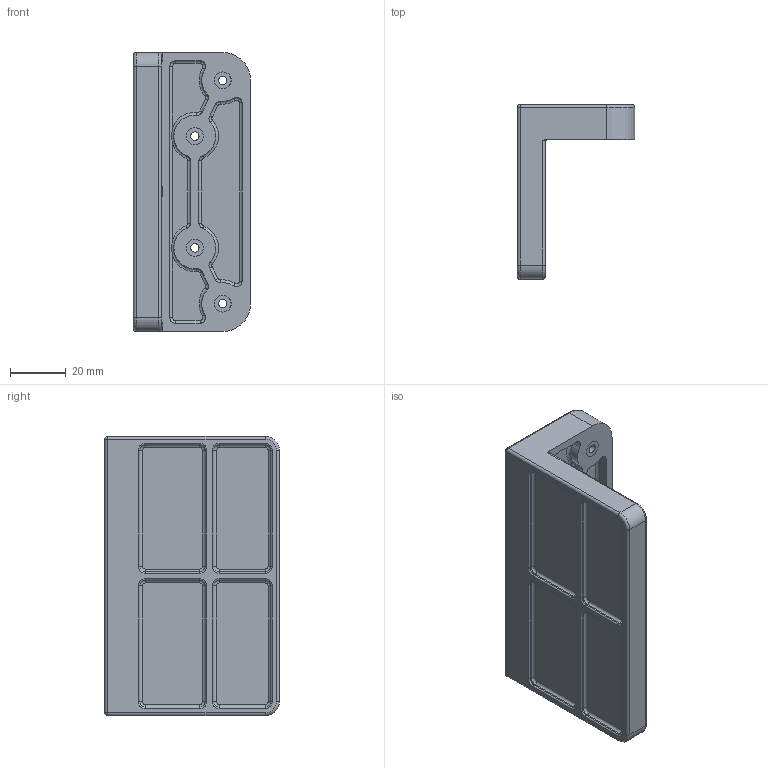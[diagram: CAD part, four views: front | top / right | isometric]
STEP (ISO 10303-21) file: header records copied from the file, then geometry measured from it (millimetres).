
FILE_DESCRIPTION(/* description */ (''),/* implementation_level */ '2;1');
FILE_NAME(/* name */ 'GH10430GP-1.stp',/* time_stamp */ '2019-08-13T10:13:01+02:00',/* author */ ('DOMINIQUE'),/* organization */ (''),/* preprocessor_version */ 'ST-DEVELOPER v17.2',/* originating_system */ 'Autodesk Inventor 2019',/* authorisation */ '');
FILE_SCHEMA (('AUTOMOTIVE_DESIGN { 1 0 10303 214 3 1 1 }'));
Length unit declared in the file: millimetre
Products named in the file (3): GH10430GP-1; VGH10430GP-1; canon percage dia 3
Assembly tree (5 placements, depth 2):
  GH10430GP-1
    VGH10430GP-1
    canon percage dia 3  x4
Bounding box: 42 x 62.5 x 100 mm (x, y, z)
Volume: 67107.3 mm3; surface area: 29840.1 mm2
Topology: 5 solids, 5 shells, 578 faces, 1413 edges, 874 vertices
Faces by surface type: cylinder 201, plane 156, bspline 137, torus 82, sphere 2
Full cylindrical faces by diameter (mm): 3.05 x4, 6 x4, 6.05 x4, 9 x4, 9.1 x4
Entity records: 18296 total; most frequent: CARTESIAN_POINT 5309, ORIENTED_EDGE 2728, DIRECTION 2682, EDGE_CURVE 1364, AXIS2_PLACEMENT_3D 1041, VERTEX_POINT 838, CIRCLE 610, EDGE_LOOP 600
